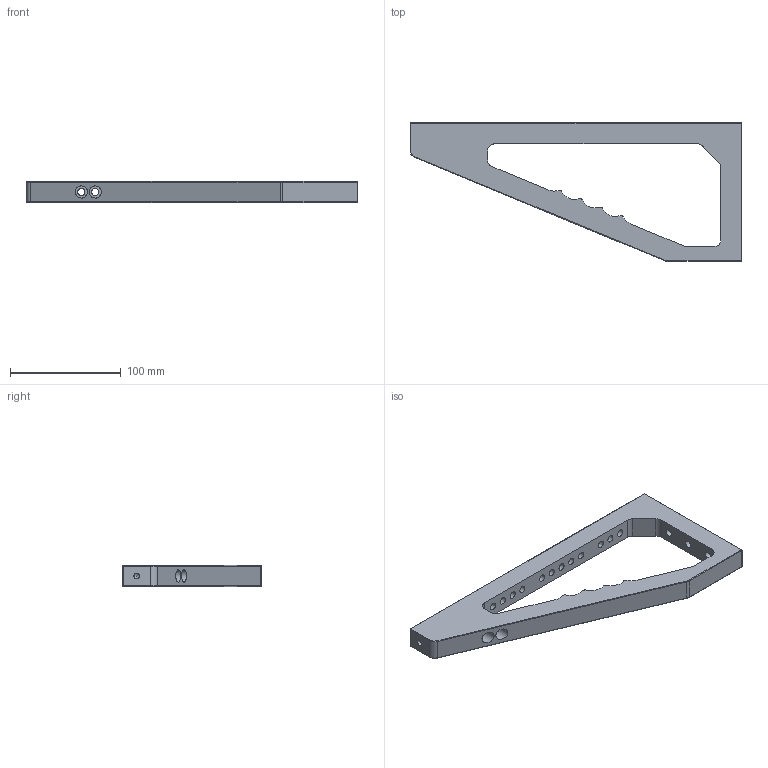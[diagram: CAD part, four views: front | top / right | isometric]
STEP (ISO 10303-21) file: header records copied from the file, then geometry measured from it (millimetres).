
FILE_DESCRIPTION (( 'STEP AP203' ), '1' );
FILE_NAME ('VAB-300.step', '2017-01-11T07:30:15', ( '¦K¬P' ), ( '' ), 'SwSTEP 2.0', 'SolidWorks 2012', '' );
FILE_SCHEMA (( 'CONFIG_CONTROL_DESIGN' ));
Length unit declared in the file: millimetre
Products named in the file (1): VAB-300
Bounding box: 300 x 125 x 19 mm (x, y, z)
Volume: 241636.5 mm3; surface area: 62815.7 mm2
Topology: 1 solids, 1 shells, 107 faces, 296 edges, 187 vertices
Faces by surface type: cylinder 65, plane 20, cone 12, sphere 6, torus 4
Full cylindrical faces by diameter (mm): 5 x12, 6.5 x17, 11 x2
Entity records: 3065 total; most frequent: DIRECTION 562, CARTESIAN_POINT 492, ORIENTED_EDGE 432, AXIS2_PLACEMENT_3D 240, EDGE_CURVE 216, EDGE_LOOP 188, VERTEX_POINT 156, FACE_OUTER_BOUND 138
